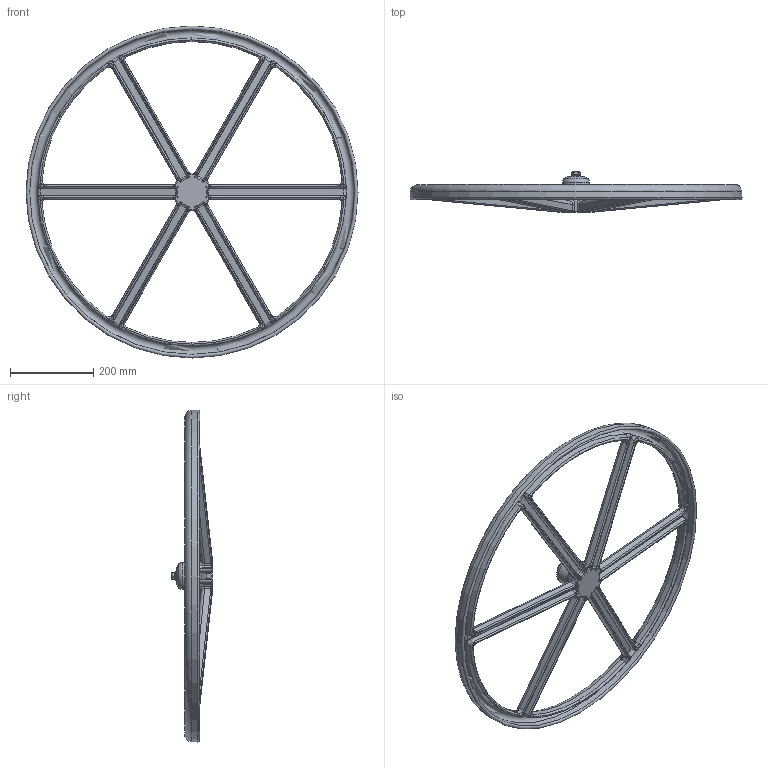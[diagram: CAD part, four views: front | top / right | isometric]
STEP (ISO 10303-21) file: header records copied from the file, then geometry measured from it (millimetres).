
FILE_DESCRIPTION (( 'STEP AP203' ), '1' );
FILE_NAME ('O_08_A_DN450-600_AA0_step.step', '2016-09-28T08:56:07', ( 'Windows User' ), ( 'AVK' ), 'SwSTEP 2.0', 'SolidWorks 2012', '' );
FILE_SCHEMA (( 'CONFIG_CONTROL_DESIGN' ));
Length unit declared in the file: millimetre
Products named in the file (1): O_08_A_DN450-600_AA0_step
Bounding box: 799.99 x 96.56 x 799.99 mm (x, y, z)
Volume: 2845296.1 mm3; surface area: 693251.7 mm2
Topology: 1 solids, 1 shells, 667 faces, 1627 edges, 920 vertices
Faces by surface type: bspline 366, cylinder 132, plane 113, cone 28, torus 28
Full cylindrical faces by diameter (mm): 18 x1, 24 x1, 65 x1
Entity records: 31736 total; most frequent: CARTESIAN_POINT 19823, ORIENTED_EDGE 3146, EDGE_CURVE 1573, DIRECTION 1560, VERTEX_POINT 915, B_SPLINE_CURVE_WITH_KNOTS 790, EDGE_LOOP 686, FACE_OUTER_BOUND 676
